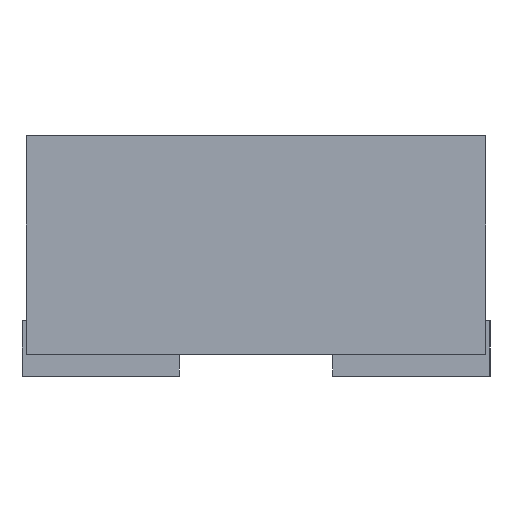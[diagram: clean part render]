
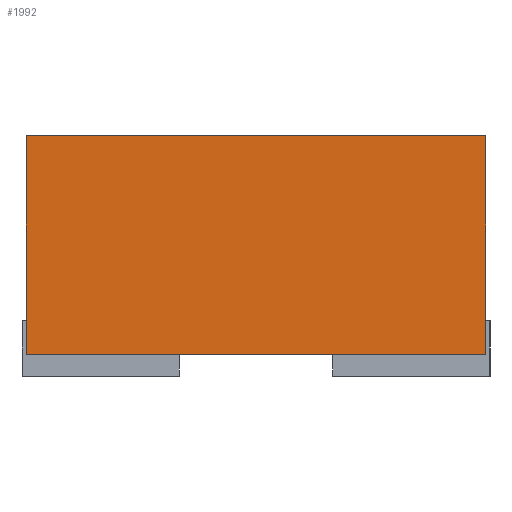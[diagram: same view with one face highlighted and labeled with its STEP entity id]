
A CAD part, left-side view. The second image highlights one B-rep face of the part: STEP entity #1992.
In plain terms, the highlighted planar face has unit normal (-1, 0, 0).
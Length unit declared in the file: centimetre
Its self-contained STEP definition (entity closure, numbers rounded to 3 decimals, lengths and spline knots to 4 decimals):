
#235=CARTESIAN_POINT('',(-0.1925,-0.0525,0.005));
#236=VERTEX_POINT('',#235);
#243=CARTESIAN_POINT('',(-0.1925,0.0525,0.005));
#244=VERTEX_POINT('',#243);
#245=CARTESIAN_POINT('',(-0.1925,12345.,0.005));
#246=DIRECTION('',(0.,-1.,0.));
#247=VECTOR('',#246,24690.);
#248=LINE('',#245,#247);
#249=EDGE_CURVE('',#244,#236,#248,.T.);
#1928=CARTESIAN_POINT('',(-0.1925,0.0525,0.055));
#1929=VERTEX_POINT('',#1928);
#1930=CARTESIAN_POINT('',(-0.1925,0.0525,-12345.));
#1931=DIRECTION('',(0.,0.,1.));
#1932=VECTOR('',#1931,24690.);
#1933=LINE('',#1930,#1932);
#1934=EDGE_CURVE('',#244,#1929,#1933,.T.);
#1969=CARTESIAN_POINT('',(-0.1925,0.,0.));
#1970=DIRECTION('',(-1.,0.,0.));
#1971=DIRECTION('',(0.,-1.,0.));
#1972=AXIS2_PLACEMENT_3D('',#1969,#1970,#1971);
#1973=PLANE('',#1972);
#1974=ORIENTED_EDGE('',*,*,#249,.T.);
#1975=CARTESIAN_POINT('',(-0.1925,-0.0525,0.055));
#1976=VERTEX_POINT('',#1975);
#1977=CARTESIAN_POINT('',(-0.1925,-0.0525,-12345.));
#1978=DIRECTION('',(0.,0.,1.));
#1979=VECTOR('',#1978,24690.);
#1980=LINE('',#1977,#1979);
#1981=EDGE_CURVE('',#236,#1976,#1980,.T.);
#1982=ORIENTED_EDGE('',*,*,#1981,.T.);
#1983=CARTESIAN_POINT('',(-0.1925,-12344.9475,0.055));
#1984=DIRECTION('',(0.,1.,0.));
#1985=VECTOR('',#1984,24690.);
#1986=LINE('',#1983,#1985);
#1987=EDGE_CURVE('',#1976,#1929,#1986,.T.);
#1988=ORIENTED_EDGE('',*,*,#1987,.T.);
#1989=ORIENTED_EDGE('',*,*,#1934,.F.);
#1990=EDGE_LOOP('',(#1974,#1982,#1988,#1989));
#1991=FACE_BOUND('',#1990,.T.);
#1992=ADVANCED_FACE('',(#1991),#1973,.T.);
